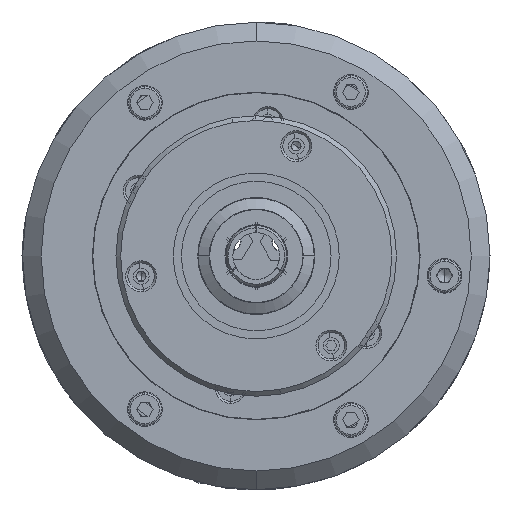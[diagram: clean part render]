
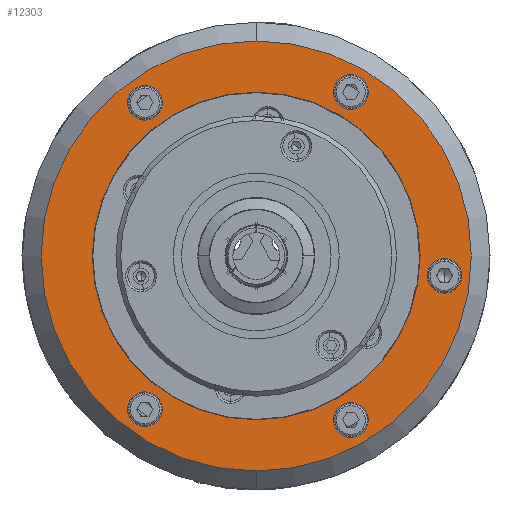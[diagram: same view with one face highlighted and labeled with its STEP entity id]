
A CAD part, left-side view. The second image highlights one B-rep face of the part: STEP entity #12303.
In plain terms, the highlighted planar face has unit normal (-1, 0, 0).
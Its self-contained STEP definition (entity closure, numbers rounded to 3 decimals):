
#690 = AXIS2_PLACEMENT_3D ( 'NONE', #22403, #22243, #22443 ) ;
#947 = EDGE_CURVE ( 'NONE', #33236, #32318, #9208, .T. ) ;
#1150 = EDGE_CURVE ( 'NONE', #25148, #24686, #7577, .T. ) ;
#2325 = EDGE_CURVE ( 'NONE', #28473, #28517, #43949, .T. ) ;
#3840 = PLANE ( 'NONE',  #22012 ) ;
#4088 = EDGE_CURVE ( 'NONE', #38628, #38066, #32134, .T. ) ;
#5544 = DIRECTION ( 'NONE',  ( 0., 0., 1. ) ) ;
#5601 = DIRECTION ( 'NONE',  ( 1., 0., 0. ) ) ;
#5651 = CARTESIAN_POINT ( 'NONE',  ( -166.3, 0., 0. ) ) ;
#6187 = EDGE_LOOP ( 'NONE', ( #29995, #39515 ) ) ;
#6571 = EDGE_LOOP ( 'NONE', ( #42007, #11279 ) ) ;
#7513 = DIRECTION ( 'NONE',  ( 0., 0., 1. ) ) ;
#7577 = CIRCLE ( 'NONE', #42817, 35.05 ) ;
#7592 = CARTESIAN_POINT ( 'NONE',  ( -166.3, -20.25, -35.074 ) ) ;
#7689 = AXIS2_PLACEMENT_3D ( 'NONE', #5651, #5601, #5544 ) ;
#9208 = CIRCLE ( 'NONE', #43018, 3.7 ) ;
#9503 = CIRCLE ( 'NONE', #690, 3.7 ) ;
#10156 = AXIS2_PLACEMENT_3D ( 'NONE', #20166, #20118, #20076 ) ;
#10384 = CARTESIAN_POINT ( 'NONE',  ( -166.3, 0., -35.05 ) ) ;
#10468 = DIRECTION ( 'NONE',  ( 0., 0., 1. ) ) ;
#10477 = DIRECTION ( 'NONE',  ( -1., 0., 0. ) ) ;
#10597 = ORIENTED_EDGE ( 'NONE', *, *, #31410, .T. ) ;
#11279 = ORIENTED_EDGE ( 'NONE', *, *, #2325, .F. ) ;
#11607 = DIRECTION ( 'NONE',  ( 0., 0., 1. ) ) ;
#11705 = CARTESIAN_POINT ( 'NONE',  ( -166.3, 23.805, 36.465 ) ) ;
#11901 = ORIENTED_EDGE ( 'NONE', *, *, #37945, .T. ) ;
#11955 = EDGE_LOOP ( 'NONE', ( #18319, #26544 ) ) ;
#12178 = CIRCLE ( 'NONE', #21418, 3.7 ) ;
#12303 = ADVANCED_FACE ( 'NONE', ( #20368, #20410, #20108, #20051, #19964, #19931, #19899 ), #3840, .T. ) ;
#12606 = CARTESIAN_POINT ( 'NONE',  ( -166.3, -20.25, -31.374 ) ) ;
#12836 = EDGE_LOOP ( 'NONE', ( #11901, #27384 ) ) ;
#12924 = CARTESIAN_POINT ( 'NONE',  ( -166.3, 23.805, -32.765 ) ) ;
#13302 = EDGE_LOOP ( 'NONE', ( #15644, #33344 ) ) ;
#13662 = CARTESIAN_POINT ( 'NONE',  ( -166.3, 50., 0. ) ) ;
#13675 = EDGE_LOOP ( 'NONE', ( #10597, #26055 ) ) ;
#14369 = DIRECTION ( 'NONE',  ( -1., 0., 0. ) ) ;
#14876 = EDGE_LOOP ( 'NONE', ( #16462, #20504 ) ) ;
#15010 = CARTESIAN_POINT ( 'NONE',  ( -166.3, -40.278, -4.233 ) ) ;
#15322 = DIRECTION ( 'NONE',  ( 0., 0., 1. ) ) ;
#15502 = EDGE_CURVE ( 'NONE', #28517, #28473, #36687, .T. ) ;
#15506 = AXIS2_PLACEMENT_3D ( 'NONE', #26687, #26923, #26485 ) ;
#15644 = ORIENTED_EDGE ( 'NONE', *, *, #37220, .F. ) ;
#15934 = CARTESIAN_POINT ( 'NONE',  ( -166.3, 23.805, -29.065 ) ) ;
#16281 = VERTEX_POINT ( 'NONE', #29054 ) ;
#16325 = DIRECTION ( 'NONE',  ( 0., 0., 1. ) ) ;
#16462 = ORIENTED_EDGE ( 'NONE', *, *, #4088, .F. ) ;
#17589 = DIRECTION ( 'NONE',  ( 0., 0., 1. ) ) ;
#17746 = DIRECTION ( 'NONE',  ( -1., 0., 0. ) ) ;
#17901 = CARTESIAN_POINT ( 'NONE',  ( -166.3, 23.805, 32.765 ) ) ;
#18159 = CIRCLE ( 'NONE', #28497, 46. ) ;
#18319 = ORIENTED_EDGE ( 'NONE', *, *, #22190, .F. ) ;
#19899 = FACE_BOUND ( 'NONE', #14876, .T. ) ;
#19931 = FACE_BOUND ( 'NONE', #13302, .T. ) ;
#19964 = FACE_BOUND ( 'NONE', #6187, .T. ) ;
#20051 = FACE_BOUND ( 'NONE', #11955, .T. ) ;
#20076 = DIRECTION ( 'NONE',  ( 0., 0., 1. ) ) ;
#20108 = FACE_BOUND ( 'NONE', #6571, .T. ) ;
#20118 = DIRECTION ( 'NONE',  ( -1., 0., 0. ) ) ;
#20166 = CARTESIAN_POINT ( 'NONE',  ( -166.3, 0., 0. ) ) ;
#20368 = FACE_BOUND ( 'NONE', #13675, .T. ) ;
#20410 = FACE_OUTER_BOUND ( 'NONE', #12836, .T. ) ;
#20504 = ORIENTED_EDGE ( 'NONE', *, *, #34384, .F. ) ;
#20524 = VERTEX_POINT ( 'NONE', #36190 ) ;
#20964 = CIRCLE ( 'NONE', #29867, 3.7 ) ;
#21289 = CARTESIAN_POINT ( 'NONE',  ( -166.3, -20.25, 38.774 ) ) ;
#21418 = AXIS2_PLACEMENT_3D ( 'NONE', #31053, #31008, #31003 ) ;
#21562 = AXIS2_PLACEMENT_3D ( 'NONE', #17901, #17746, #17589 ) ;
#21832 = DIRECTION ( 'NONE',  ( 0., 0., 1. ) ) ;
#21869 = DIRECTION ( 'NONE',  ( -1., 0., 0. ) ) ;
#21877 = CARTESIAN_POINT ( 'NONE',  ( -166.3, 23.805, -32.765 ) ) ;
#22012 = AXIS2_PLACEMENT_3D ( 'NONE', #13662, #10477, #10468 ) ;
#22190 = EDGE_CURVE ( 'NONE', #31173, #30010, #9503, .T. ) ;
#22243 = DIRECTION ( 'NONE',  ( -1., 0., 0. ) ) ;
#22403 = CARTESIAN_POINT ( 'NONE',  ( -166.3, -20.25, -35.074 ) ) ;
#22443 = DIRECTION ( 'NONE',  ( 0., 0., 1. ) ) ;
#23520 = CARTESIAN_POINT ( 'NONE',  ( -166.3, -40.278, -0.533 ) ) ;
#23911 = CARTESIAN_POINT ( 'NONE',  ( -166.3, 23.805, 29.065 ) ) ;
#24686 = VERTEX_POINT ( 'NONE', #33989 ) ;
#24839 = CARTESIAN_POINT ( 'NONE',  ( -166.3, 0., 0. ) ) ;
#24897 = CARTESIAN_POINT ( 'NONE',  ( -166.3, -40.278, -7.933 ) ) ;
#25148 = VERTEX_POINT ( 'NONE', #10384 ) ;
#25583 = CIRCLE ( 'NONE', #7689, 35.05 ) ;
#25677 = CIRCLE ( 'NONE', #35901, 3.7 ) ;
#25839 = CARTESIAN_POINT ( 'NONE',  ( -166.3, 23.805, -36.465 ) ) ;
#26055 = ORIENTED_EDGE ( 'NONE', *, *, #1150, .T. ) ;
#26091 = EDGE_CURVE ( 'NONE', #30010, #31173, #25677, .T. ) ;
#26485 = DIRECTION ( 'NONE',  ( 0., 0., 1. ) ) ;
#26544 = ORIENTED_EDGE ( 'NONE', *, *, #26091, .F. ) ;
#26687 = CARTESIAN_POINT ( 'NONE',  ( -166.3, -40.278, -4.233 ) ) ;
#26923 = DIRECTION ( 'NONE',  ( -1., 0., 0. ) ) ;
#27275 = DIRECTION ( 'NONE',  ( 0., 0., 1. ) ) ;
#27287 = DIRECTION ( 'NONE',  ( -1., 0., 0. ) ) ;
#27328 = CARTESIAN_POINT ( 'NONE',  ( -166.3, 0., 0. ) ) ;
#27384 = ORIENTED_EDGE ( 'NONE', *, *, #30830, .T. ) ;
#28218 = EDGE_CURVE ( 'NONE', #32318, #33236, #12178, .T. ) ;
#28290 = CARTESIAN_POINT ( 'NONE',  ( -166.3, -20.25, 35.074 ) ) ;
#28473 = VERTEX_POINT ( 'NONE', #24897 ) ;
#28497 = AXIS2_PLACEMENT_3D ( 'NONE', #27328, #27287, #27275 ) ;
#28517 = VERTEX_POINT ( 'NONE', #23520 ) ;
#29054 = CARTESIAN_POINT ( 'NONE',  ( -166.3, 0., -46. ) ) ;
#29867 = AXIS2_PLACEMENT_3D ( 'NONE', #42762, #42717, #42707 ) ;
#29995 = ORIENTED_EDGE ( 'NONE', *, *, #947, .F. ) ;
#30010 = VERTEX_POINT ( 'NONE', #42173 ) ;
#30830 = EDGE_CURVE ( 'NONE', #20524, #16281, #33673, .T. ) ;
#31003 = DIRECTION ( 'NONE',  ( 0., 0., 1. ) ) ;
#31008 = DIRECTION ( 'NONE',  ( -1., 0., 0. ) ) ;
#31021 = CARTESIAN_POINT ( 'NONE',  ( -166.3, -20.25, 31.374 ) ) ;
#31053 = CARTESIAN_POINT ( 'NONE',  ( -166.3, -20.25, 35.074 ) ) ;
#31173 = VERTEX_POINT ( 'NONE', #12606 ) ;
#31410 = EDGE_CURVE ( 'NONE', #24686, #25148, #25583, .T. ) ;
#32134 = CIRCLE ( 'NONE', #39134, 3.7 ) ;
#32318 = VERTEX_POINT ( 'NONE', #31021 ) ;
#33236 = VERTEX_POINT ( 'NONE', #21289 ) ;
#33334 = DIRECTION ( 'NONE',  ( -1., 0., 0. ) ) ;
#33344 = ORIENTED_EDGE ( 'NONE', *, *, #42480, .F. ) ;
#33673 = CIRCLE ( 'NONE', #10156, 46. ) ;
#33989 = CARTESIAN_POINT ( 'NONE',  ( -166.3, 0., 35.05 ) ) ;
#34384 = EDGE_CURVE ( 'NONE', #38066, #38628, #37620, .T. ) ;
#34843 = DIRECTION ( 'NONE',  ( 0., 0., 1. ) ) ;
#35439 = VERTEX_POINT ( 'NONE', #23911 ) ;
#35499 = DIRECTION ( 'NONE',  ( -1., 0., 0. ) ) ;
#35531 = VERTEX_POINT ( 'NONE', #11705 ) ;
#35901 = AXIS2_PLACEMENT_3D ( 'NONE', #7592, #14369, #34843 ) ;
#36190 = CARTESIAN_POINT ( 'NONE',  ( -166.3, 0., 46. ) ) ;
#36627 = DIRECTION ( 'NONE',  ( 1., 0., 0. ) ) ;
#36687 = CIRCLE ( 'NONE', #15506, 3.7 ) ;
#37220 = EDGE_CURVE ( 'NONE', #35531, #35439, #20964, .T. ) ;
#37620 = CIRCLE ( 'NONE', #40283, 3.7 ) ;
#37945 = EDGE_CURVE ( 'NONE', #16281, #20524, #18159, .T. ) ;
#38066 = VERTEX_POINT ( 'NONE', #25839 ) ;
#38628 = VERTEX_POINT ( 'NONE', #15934 ) ;
#39134 = AXIS2_PLACEMENT_3D ( 'NONE', #12924, #33334, #16325 ) ;
#39515 = ORIENTED_EDGE ( 'NONE', *, *, #28218, .F. ) ;
#40283 = AXIS2_PLACEMENT_3D ( 'NONE', #21877, #21869, #21832 ) ;
#41237 = AXIS2_PLACEMENT_3D ( 'NONE', #15010, #35499, #11607 ) ;
#42007 = ORIENTED_EDGE ( 'NONE', *, *, #15502, .F. ) ;
#42173 = CARTESIAN_POINT ( 'NONE',  ( -166.3, -20.25, -38.774 ) ) ;
#42480 = EDGE_CURVE ( 'NONE', #35439, #35531, #43401, .T. ) ;
#42545 = DIRECTION ( 'NONE',  ( -1., 0., 0. ) ) ;
#42707 = DIRECTION ( 'NONE',  ( 0., 0., 1. ) ) ;
#42717 = DIRECTION ( 'NONE',  ( -1., 0., 0. ) ) ;
#42762 = CARTESIAN_POINT ( 'NONE',  ( -166.3, 23.805, 32.765 ) ) ;
#42817 = AXIS2_PLACEMENT_3D ( 'NONE', #24839, #36627, #7513 ) ;
#43018 = AXIS2_PLACEMENT_3D ( 'NONE', #28290, #42545, #15322 ) ;
#43401 = CIRCLE ( 'NONE', #21562, 3.7 ) ;
#43949 = CIRCLE ( 'NONE', #41237, 3.7 ) ;
